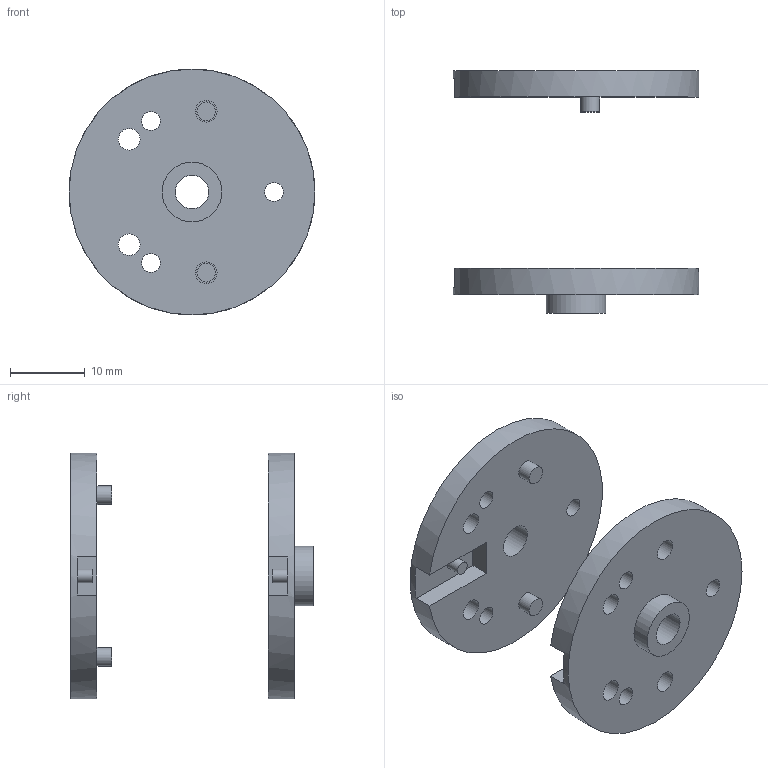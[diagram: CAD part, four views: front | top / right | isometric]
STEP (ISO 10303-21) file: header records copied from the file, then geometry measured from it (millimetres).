
FILE_DESCRIPTION(/* description */ (''),/* implementation_level */ '2;1');
FILE_NAME(/* name */ 'Clutch Connector.step',/* time_stamp */ '2023-07-30T19:06:16+08:00',/* author */ (''),/* organization */ (''),/* preprocessor_version */ 'ST-DEVELOPER v19.2',/* originating_system */ 'Autodesk Translation Framework v11.17.0.187',/* authorisation */ '');
FILE_SCHEMA (('AUTOMOTIVE_DESIGN { 1 0 10303 214 3 1 1 }'));
Length unit declared in the file: millimetre
Products named in the file (1): Clutch Connector
Bounding box: 33 x 32.5 x 33 mm (x, y, z)
Volume: 5465.4 mm3; surface area: 4662.6 mm2
Topology: 2 solids, 2 shells, 38 faces, 87 edges, 58 vertices
Faces by surface type: cylinder 21, plane 17
Full cylindrical faces by diameter (mm): 1.8 x2, 2.5 x8, 2.9 x6, 4.5 x2, 8 x1, 33 x2
Entity records: 1174 total; most frequent: DIRECTION 211, CARTESIAN_POINT 184, ORIENTED_EDGE 174, EDGE_CURVE 87, AXIS2_PLACEMENT_3D 85, EDGE_LOOP 71, VERTEX_POINT 58, CIRCLE 46
